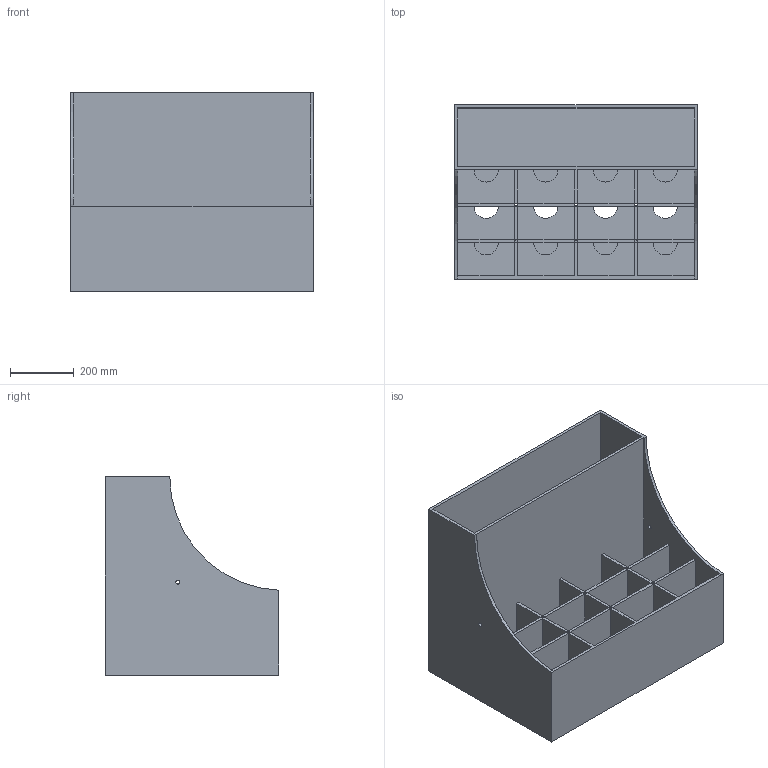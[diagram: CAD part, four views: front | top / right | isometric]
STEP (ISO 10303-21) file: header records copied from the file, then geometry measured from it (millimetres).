
FILE_DESCRIPTION (( 'STEP AP203' ), '1' );
FILE_NAME ('Battery Holder.STEP', '2025-04-29T16:01:48', ( '' ), ( '' ), 'SwSTEP 2.0', 'SolidWorks 2024', '' );
FILE_SCHEMA (( 'CONFIG_CONTROL_DESIGN' ));
Length unit declared in the file: inch
Products named in the file (1): Battery Holder
Bounding box: 762 x 546.1 x 622.3 mm (x, y, z)
Volume: 25139141.4 mm3; surface area: 5326702.3 mm2
Topology: 1 solids, 1 shells, 106 faces, 326 edges, 216 vertices
Faces by surface type: plane 74, cylinder 32
Entity records: 3785 total; most frequent: ORIENTED_EDGE 652, CARTESIAN_POINT 649, DIRECTION 604, EDGE_CURVE 326, VECTOR 262, LINE 262, VERTEX_POINT 216, AXIS2_PLACEMENT_3D 171
